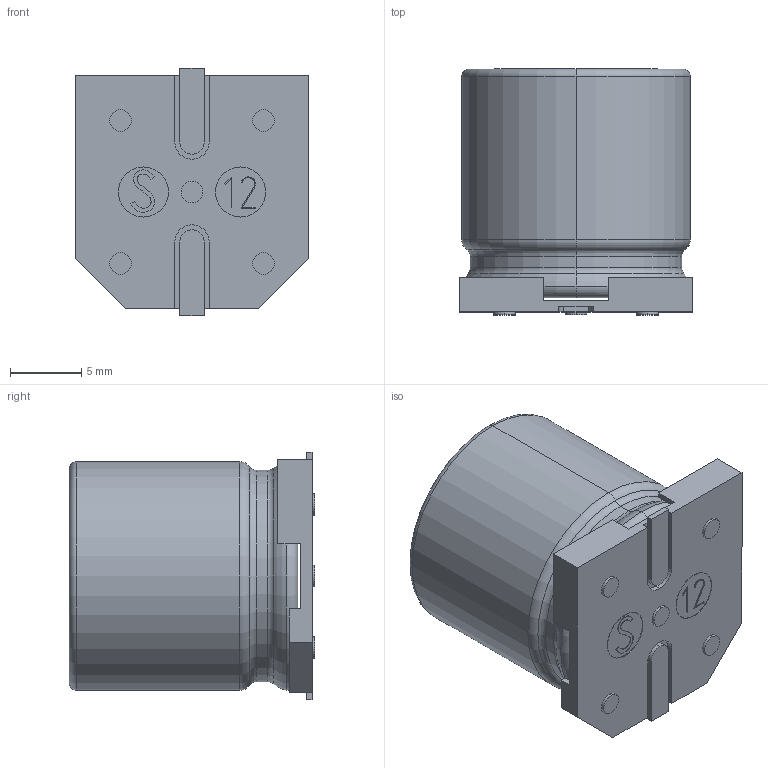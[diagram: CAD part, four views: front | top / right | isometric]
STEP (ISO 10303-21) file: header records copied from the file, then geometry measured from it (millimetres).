
FILE_DESCRIPTION (( 'STEP AP214' ), '1' );
FILE_NAME ('User Library-E-CAP 1500UF_SUNCON.STEP', '2019-05-31T02:07:07', ( '' ), ( '' ), 'SwSTEP 2.0', 'SolidWorks 2019', '' );
FILE_SCHEMA (( 'AUTOMOTIVE_DESIGN' ));
Length unit declared in the file: millimetre
Products named in the file (1): User Library-E-CAP 1500UF_SUNCON
Bounding box: 16.3 x 17.2 x 17.3 mm (x, y, z)
Volume: 3408.6 mm3; surface area: 1873.8 mm2
Topology: 2 solids, 2 shells, 361 faces, 999 edges, 660 vertices
Faces by surface type: plane 173, bspline 148, cylinder 28, torus 12
Entity records: 16915 total; most frequent: CARTESIAN_POINT 8041, ORIENTED_EDGE 1998, DIRECTION 1209, EDGE_CURVE 999, VERTEX_POINT 660, LINE 625, VECTOR 625, EDGE_LOOP 379
